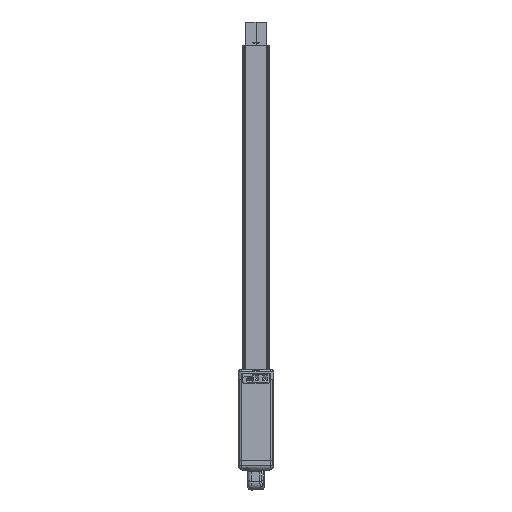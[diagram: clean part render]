
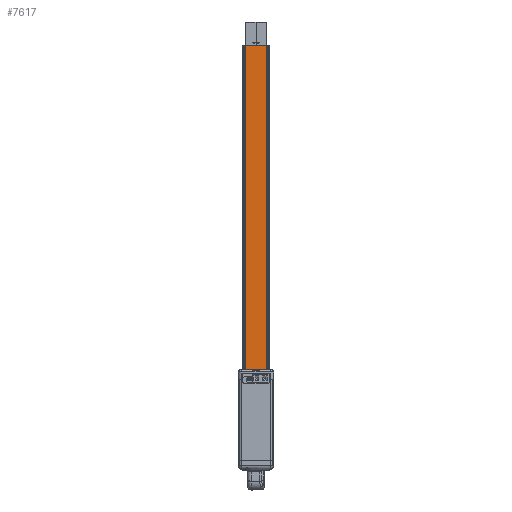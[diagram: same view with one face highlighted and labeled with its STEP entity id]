
A CAD part, top view. The second image highlights one B-rep face of the part: STEP entity #7617.
In plain terms, the highlighted planar face has unit normal (0, 0, 1).
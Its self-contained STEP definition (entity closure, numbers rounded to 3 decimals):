
#7238=DIRECTION('',(1.,0.,0.));
#7239=VECTOR('',#7238,7.55);
#7240=CARTESIAN_POINT('',(-12.468,182.3,-13.654));
#7241=LINE('',#7240,#7239);
#7334=DIRECTION('',(0.,-1.,0.));
#7335=VECTOR('',#7334,110.);
#7336=CARTESIAN_POINT('',(-12.468,182.3,-13.654));
#7337=LINE('',#7336,#7335);
#7338=DIRECTION('',(0.,-1.,0.));
#7339=VECTOR('',#7338,110.);
#7340=CARTESIAN_POINT('',(-4.918,182.3,-13.654));
#7341=LINE('',#7340,#7339);
#7342=DIRECTION('',(-1.,0.,0.));
#7343=VECTOR('',#7342,7.55);
#7344=CARTESIAN_POINT('',(-4.918,72.3,-13.654));
#7345=LINE('',#7344,#7343);
#7415=CARTESIAN_POINT('',(-12.468,72.3,-13.654));
#7417=VERTEX_POINT('',#7415);
#7421=CARTESIAN_POINT('',(-12.468,182.3,-13.654));
#7422=VERTEX_POINT('',#7421);
#7424=CARTESIAN_POINT('',(-4.918,72.3,-13.654));
#7426=VERTEX_POINT('',#7424);
#7427=CARTESIAN_POINT('',(-4.918,182.3,-13.654));
#7428=VERTEX_POINT('',#7427);
#7604=CARTESIAN_POINT('',(-12.718,72.3,-13.654));
#7605=DIRECTION('',(0.,0.,1.));
#7606=DIRECTION('',(1.,0.,0.));
#7607=AXIS2_PLACEMENT_3D('',#7604,#7605,#7606);
#7608=PLANE('',#7607);
#7610=ORIENTED_EDGE('',*,*,#7609,.F.);
#7611=ORIENTED_EDGE('',*,*,#7446,.T.);
#7612=ORIENTED_EDGE('',*,*,#7597,.T.);
#7614=ORIENTED_EDGE('',*,*,#7613,.T.);
#7615=EDGE_LOOP('',(#7610,#7611,#7612,#7614));
#7616=FACE_OUTER_BOUND('',#7615,.F.);
#7617=ADVANCED_FACE('',(#7616),#7608,.T.);
#7446=EDGE_CURVE('',#7422,#7428,#7241,.T.);
#7597=EDGE_CURVE('',#7428,#7426,#7341,.T.);
#7609=EDGE_CURVE('',#7422,#7417,#7337,.T.);
#7613=EDGE_CURVE('',#7426,#7417,#7345,.T.);
